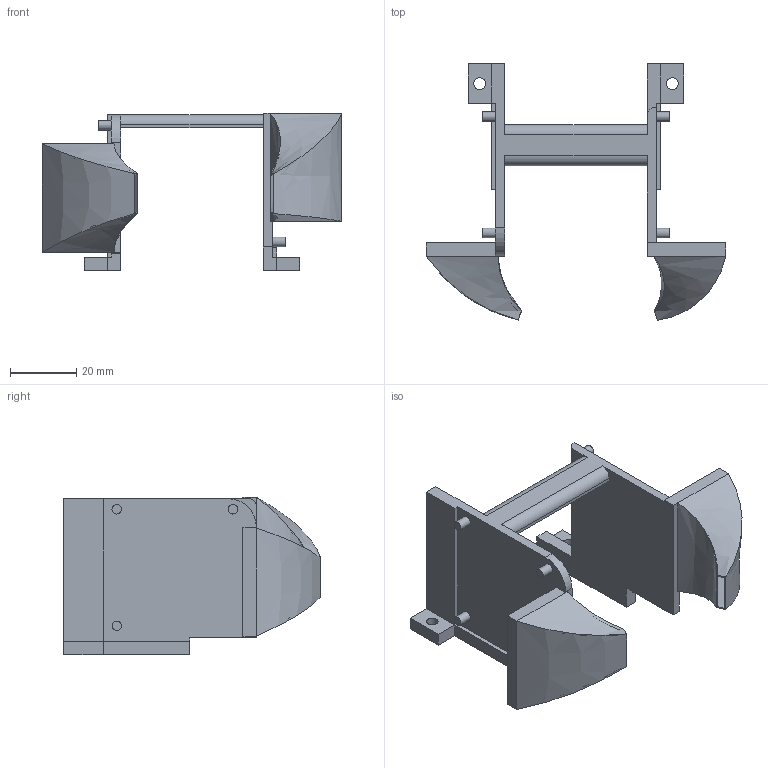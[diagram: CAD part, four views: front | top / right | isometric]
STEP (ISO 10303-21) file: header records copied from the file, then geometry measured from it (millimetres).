
FILE_DESCRIPTION(/* description */ (''),/* implementation_level */ '2;1');
FILE_NAME(/* name */ 'Version 2 v12.step',/* time_stamp */ '2020-10-17T13:20:19-07:00',/* author */ (''),/* organization */ (''),/* preprocessor_version */ 'ST-DEVELOPER v18.1',/* originating_system */ 'Autodesk Translation Framework v9.3.0.1241',/* authorisation */ '');
FILE_SCHEMA (('AUTOMOTIVE_DESIGN { 1 0 10303 214 3 1 1 }'));
Length unit declared in the file: millimetre
Products named in the file (2): Version 2; Fan
Assembly tree (1 placements, depth 2):
  Version 2
    Fan
Bounding box: 90.2 x 77.32 x 47.46 mm (x, y, z)
Volume: 18831.6 mm3; surface area: 20569.6 mm2
Topology: 1 solids, 1 shells, 91 faces, 226 edges, 143 vertices
Faces by surface type: plane 62, bspline 17, cylinder 12
Full cylindrical faces by diameter (mm): 2.85 x3, 2.864 x1, 2.884 x1, 2.885 x1, 3.5 x2
Entity records: 3074 total; most frequent: CARTESIAN_POINT 873, ORIENTED_EDGE 452, DIRECTION 412, EDGE_CURVE 226, LINE 176, VECTOR 176, VERTEX_POINT 143, AXIS2_PLACEMENT_3D 118
